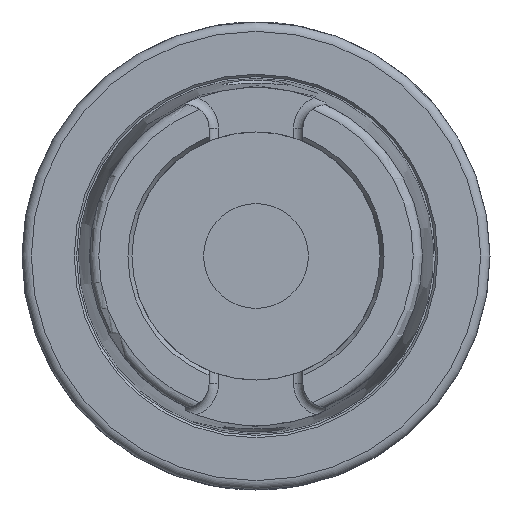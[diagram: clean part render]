
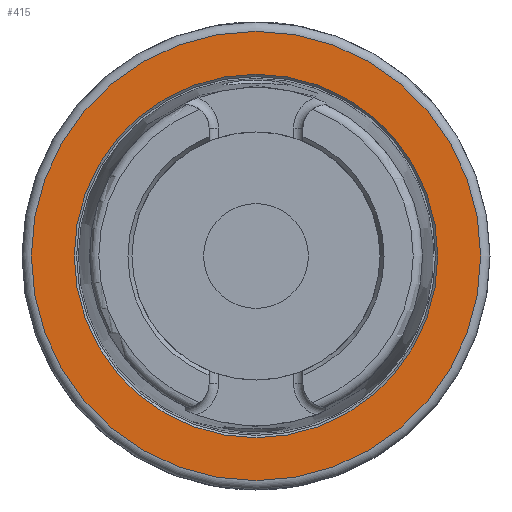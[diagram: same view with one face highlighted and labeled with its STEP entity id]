
A CAD part, left-side view. The second image highlights one B-rep face of the part: STEP entity #415.
In plain terms, the highlighted planar face has unit normal (-1, 0, 0).
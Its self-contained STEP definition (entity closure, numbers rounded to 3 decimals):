
#415 = ADVANCED_FACE( '', ( #881, #882 ), #883, .T. );
#881 = FACE_OUTER_BOUND( '', #1430, .T. );
#882 = FACE_BOUND( '', #1431, .T. );
#883 = PLANE( '', #1432 );
#1430 = EDGE_LOOP( '', ( #2554 ) );
#1431 = EDGE_LOOP( '', ( #2555 ) );
#1432 = AXIS2_PLACEMENT_3D( '', #2556, #2557, #2558 );
#2554 = ORIENTED_EDGE( '', *, *, #3070, .T. );
#2555 = ORIENTED_EDGE( '', *, *, #2768, .F. );
#2556 = CARTESIAN_POINT( '', ( -13.57, 0., 50. ) );
#2557 = DIRECTION( '', ( -1., 0., 0. ) );
#2558 = DIRECTION( '', ( 0., 0., 1. ) );
#2768 = EDGE_CURVE( '', #3297, #3297, #3298, .T. );
#3070 = EDGE_CURVE( '', #3747, #3747, #3748, .T. );
#3297 = VERTEX_POINT( '', #4210 );
#3298 = CIRCLE( '', #4211, 38.838 );
#3747 = VERTEX_POINT( '', #5491 );
#3748 = CIRCLE( '', #5492, 48. );
#4210 = CARTESIAN_POINT( '', ( -13.57, 0., 38.838 ) );
#4211 = AXIS2_PLACEMENT_3D( '', #5846, #5847, #5848 );
#5491 = CARTESIAN_POINT( '', ( -13.57, 0., 48. ) );
#5492 = AXIS2_PLACEMENT_3D( '', #6174, #6175, #6176 );
#5846 = CARTESIAN_POINT( '', ( -13.57, 0., 0. ) );
#5847 = DIRECTION( '', ( -1., 0., 0. ) );
#5848 = DIRECTION( '', ( 0., 0., 1. ) );
#6174 = CARTESIAN_POINT( '', ( -13.57, 0., 0. ) );
#6175 = DIRECTION( '', ( -1., 0., 0. ) );
#6176 = DIRECTION( '', ( 0., 0., 1. ) );
